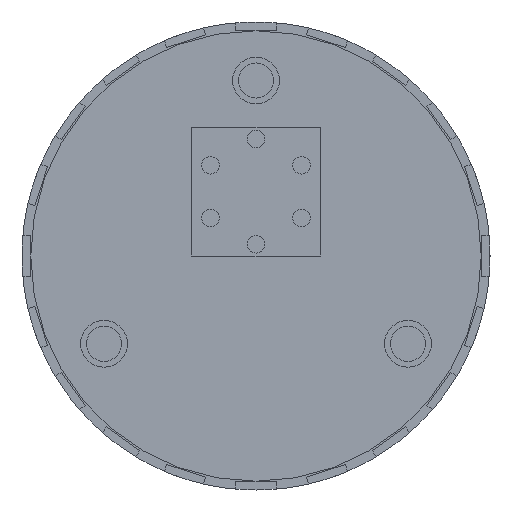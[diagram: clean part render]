
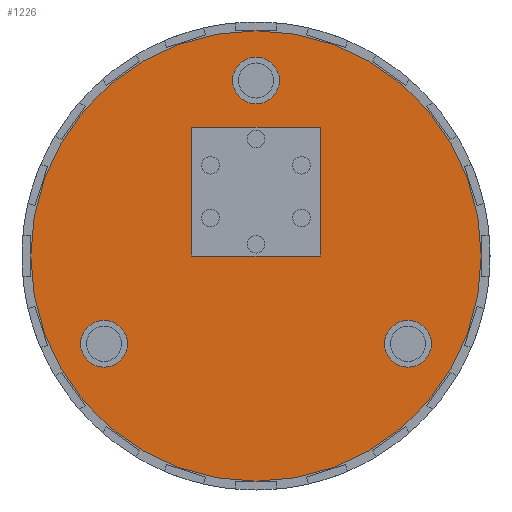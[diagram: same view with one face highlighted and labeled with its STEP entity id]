
A CAD part, front view. The second image highlights one B-rep face of the part: STEP entity #1226.
In plain terms, the highlighted planar face has unit normal (0, -1, 0).
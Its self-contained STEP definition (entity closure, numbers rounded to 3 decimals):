
#58 = EDGE_CURVE ( 'NONE', #3888, #3677, #5037, .T. ) ;
#134 = LINE ( 'NONE', #5162, #5186 ) ;
#150 = LINE ( 'NONE', #1350, #2960 ) ;
#307 = DIRECTION ( 'NONE',  ( 0., 0., -1. ) ) ;
#339 = DIRECTION ( 'NONE',  ( 0., -1., 0. ) ) ;
#358 = CARTESIAN_POINT ( 'NONE',  ( 0., 0., 15. ) ) ;
#383 = EDGE_CURVE ( 'NONE', #2407, #539, #3945, .T. ) ;
#398 = DIRECTION ( 'NONE',  ( 0., 1., 0. ) ) ;
#430 = CARTESIAN_POINT ( 'NONE',  ( 0., 0., 15. ) ) ;
#503 = EDGE_CURVE ( 'NONE', #5589, #5614, #4462, .T. ) ;
#517 = ORIENTED_EDGE ( 'NONE', *, *, #3073, .F. ) ;
#539 = VERTEX_POINT ( 'NONE', #4258 ) ;
#596 = AXIS2_PLACEMENT_3D ( 'NONE', #5253, #2374, #5730 ) ;
#600 = AXIS2_PLACEMENT_3D ( 'NONE', #4786, #4721, #4707 ) ;
#617 = EDGE_LOOP ( 'NONE', ( #6167, #3514, #653, #1265 ) ) ;
#653 = ORIENTED_EDGE ( 'NONE', *, *, #2235, .F. ) ;
#838 = EDGE_CURVE ( 'NONE', #4982, #6122, #1659, .T. ) ;
#940 = EDGE_CURVE ( 'NONE', #3472, #2861, #1573, .T. ) ;
#951 = DIRECTION ( 'NONE',  ( 0., 0., -1. ) ) ;
#1006 = AXIS2_PLACEMENT_3D ( 'NONE', #4584, #1687, #5074 ) ;
#1028 = FACE_BOUND ( 'NONE', #3251, .T. ) ;
#1226 = ADVANCED_FACE ( 'NONE', ( #4905, #3772, #2347, #1028, #6018 ), #5313, .F. ) ;
#1265 = ORIENTED_EDGE ( 'NONE', *, *, #838, .F. ) ;
#1318 = CIRCLE ( 'NONE', #596, 2. ) ;
#1347 = EDGE_LOOP ( 'NONE', ( #3866, #5191 ) ) ;
#1350 = CARTESIAN_POINT ( 'NONE',  ( -5.5, 0., 11. ) ) ;
#1406 = CARTESIAN_POINT ( 'NONE',  ( -5.5, 0., 0. ) ) ;
#1438 = ORIENTED_EDGE ( 'NONE', *, *, #4611, .F. ) ;
#1552 = CIRCLE ( 'NONE', #5985, 19.25 ) ;
#1573 = CIRCLE ( 'NONE', #4749, 2. ) ;
#1633 = CARTESIAN_POINT ( 'NONE',  ( 5.5, 0., 0. ) ) ;
#1659 = LINE ( 'NONE', #3597, #5214 ) ;
#1687 = DIRECTION ( 'NONE',  ( 0., -1., 0. ) ) ;
#1697 = CARTESIAN_POINT ( 'NONE',  ( 12.99, 0., -5.5 ) ) ;
#1728 = DIRECTION ( 'NONE',  ( 0., 0., -1. ) ) ;
#1994 = CARTESIAN_POINT ( 'NONE',  ( -12.99, 0., -7.5 ) ) ;
#2148 = CARTESIAN_POINT ( 'NONE',  ( 12.99, 0., -9.5 ) ) ;
#2173 = CARTESIAN_POINT ( 'NONE',  ( 0., 0., 13. ) ) ;
#2235 = EDGE_CURVE ( 'NONE', #6122, #3888, #134, .T. ) ;
#2248 = AXIS2_PLACEMENT_3D ( 'NONE', #2439, #2930, #6262 ) ;
#2308 = DIRECTION ( 'NONE',  ( 0., 0., 1. ) ) ;
#2336 = CARTESIAN_POINT ( 'NONE',  ( 5.5, 0., 11. ) ) ;
#2347 = FACE_BOUND ( 'NONE', #1347, .T. ) ;
#2352 = EDGE_LOOP ( 'NONE', ( #517, #5579 ) ) ;
#2374 = DIRECTION ( 'NONE',  ( 0., -1., 0. ) ) ;
#2407 = VERTEX_POINT ( 'NONE', #2173 ) ;
#2439 = CARTESIAN_POINT ( 'NONE',  ( 0., 0., 0. ) ) ;
#2478 = VECTOR ( 'NONE', #2308, 1000. ) ;
#2497 = DIRECTION ( 'NONE',  ( 0., 0., -1. ) ) ;
#2503 = ORIENTED_EDGE ( 'NONE', *, *, #383, .F. ) ;
#2861 = VERTEX_POINT ( 'NONE', #2148 ) ;
#2930 = DIRECTION ( 'NONE',  ( 0., 1., 0. ) ) ;
#2960 = VECTOR ( 'NONE', #4272, 1000. ) ;
#3068 = EDGE_CURVE ( 'NONE', #3677, #4982, #150, .T. ) ;
#3073 = EDGE_CURVE ( 'NONE', #5876, #3698, #1318, .T. ) ;
#3153 = AXIS2_PLACEMENT_3D ( 'NONE', #1994, #5378, #2497 ) ;
#3178 = DIRECTION ( 'NONE',  ( 0., -1., 0. ) ) ;
#3183 = DIRECTION ( 'NONE',  ( 0., 0., -1. ) ) ;
#3211 = CARTESIAN_POINT ( 'NONE',  ( 0., 0., -19.25 ) ) ;
#3249 = DIRECTION ( 'NONE',  ( 1., 0., 0. ) ) ;
#3251 = EDGE_LOOP ( 'NONE', ( #2503, #1438 ) ) ;
#3354 = CARTESIAN_POINT ( 'NONE',  ( 0., 0., 0. ) ) ;
#3472 = VERTEX_POINT ( 'NONE', #1697 ) ;
#3514 = ORIENTED_EDGE ( 'NONE', *, *, #58, .F. ) ;
#3597 = CARTESIAN_POINT ( 'NONE',  ( -5.5, 0., 11. ) ) ;
#3657 = CARTESIAN_POINT ( 'NONE',  ( 12.99, 0., -7.5 ) ) ;
#3675 = CARTESIAN_POINT ( 'NONE',  ( -5.5, 0., 11. ) ) ;
#3677 = VERTEX_POINT ( 'NONE', #3814 ) ;
#3698 = VERTEX_POINT ( 'NONE', #5365 ) ;
#3772 = FACE_BOUND ( 'NONE', #2352, .T. ) ;
#3814 = CARTESIAN_POINT ( 'NONE',  ( 5.5, 0., 11. ) ) ;
#3837 = DIRECTION ( 'NONE',  ( 0., 0., 1. ) ) ;
#3866 = ORIENTED_EDGE ( 'NONE', *, *, #4879, .F. ) ;
#3877 = DIRECTION ( 'NONE',  ( 0., -1., 0. ) ) ;
#3888 = VERTEX_POINT ( 'NONE', #1633 ) ;
#3945 = CIRCLE ( 'NONE', #4021, 2. ) ;
#4021 = AXIS2_PLACEMENT_3D ( 'NONE', #358, #339, #307 ) ;
#4165 = EDGE_CURVE ( 'NONE', #5614, #5589, #1552, .T. ) ;
#4258 = CARTESIAN_POINT ( 'NONE',  ( 0., 0., 17. ) ) ;
#4272 = DIRECTION ( 'NONE',  ( -1., 0., 0. ) ) ;
#4462 = CIRCLE ( 'NONE', #600, 19.25 ) ;
#4511 = AXIS2_PLACEMENT_3D ( 'NONE', #430, #3877, #951 ) ;
#4584 = CARTESIAN_POINT ( 'NONE',  ( 12.99, 0., -7.5 ) ) ;
#4611 = EDGE_CURVE ( 'NONE', #539, #2407, #5291, .T. ) ;
#4645 = ORIENTED_EDGE ( 'NONE', *, *, #4165, .F. ) ;
#4707 = DIRECTION ( 'NONE',  ( 0., 0., 1. ) ) ;
#4721 = DIRECTION ( 'NONE',  ( 0., 1., 0. ) ) ;
#4749 = AXIS2_PLACEMENT_3D ( 'NONE', #3657, #3178, #1728 ) ;
#4763 = CARTESIAN_POINT ( 'NONE',  ( 0., 0., 19.25 ) ) ;
#4786 = CARTESIAN_POINT ( 'NONE',  ( 0., 0., 0. ) ) ;
#4824 = ORIENTED_EDGE ( 'NONE', *, *, #503, .F. ) ;
#4879 = EDGE_CURVE ( 'NONE', #2861, #3472, #5878, .T. ) ;
#4905 = FACE_BOUND ( 'NONE', #617, .T. ) ;
#4982 = VERTEX_POINT ( 'NONE', #3675 ) ;
#5037 = LINE ( 'NONE', #2336, #2478 ) ;
#5074 = DIRECTION ( 'NONE',  ( 0., 0., -1. ) ) ;
#5162 = CARTESIAN_POINT ( 'NONE',  ( -5.5, 0., 0. ) ) ;
#5186 = VECTOR ( 'NONE', #3249, 1000. ) ;
#5191 = ORIENTED_EDGE ( 'NONE', *, *, #940, .F. ) ;
#5214 = VECTOR ( 'NONE', #3183, 1000. ) ;
#5253 = CARTESIAN_POINT ( 'NONE',  ( -12.99, 0., -7.5 ) ) ;
#5291 = CIRCLE ( 'NONE', #4511, 2. ) ;
#5313 = PLANE ( 'NONE',  #2248 ) ;
#5351 = EDGE_LOOP ( 'NONE', ( #4824, #4645 ) ) ;
#5365 = CARTESIAN_POINT ( 'NONE',  ( -12.99, 0., -5.5 ) ) ;
#5378 = DIRECTION ( 'NONE',  ( 0., -1., 0. ) ) ;
#5459 = CARTESIAN_POINT ( 'NONE',  ( -12.99, 0., -9.5 ) ) ;
#5579 = ORIENTED_EDGE ( 'NONE', *, *, #5755, .F. ) ;
#5589 = VERTEX_POINT ( 'NONE', #3211 ) ;
#5614 = VERTEX_POINT ( 'NONE', #4763 ) ;
#5730 = DIRECTION ( 'NONE',  ( 0., 0., -1. ) ) ;
#5755 = EDGE_CURVE ( 'NONE', #3698, #5876, #5828, .T. ) ;
#5828 = CIRCLE ( 'NONE', #3153, 2. ) ;
#5876 = VERTEX_POINT ( 'NONE', #5459 ) ;
#5878 = CIRCLE ( 'NONE', #1006, 2. ) ;
#5985 = AXIS2_PLACEMENT_3D ( 'NONE', #3354, #398, #3837 ) ;
#6018 = FACE_OUTER_BOUND ( 'NONE', #5351, .T. ) ;
#6122 = VERTEX_POINT ( 'NONE', #1406 ) ;
#6167 = ORIENTED_EDGE ( 'NONE', *, *, #3068, .F. ) ;
#6262 = DIRECTION ( 'NONE',  ( 0., 0., 1. ) ) ;
